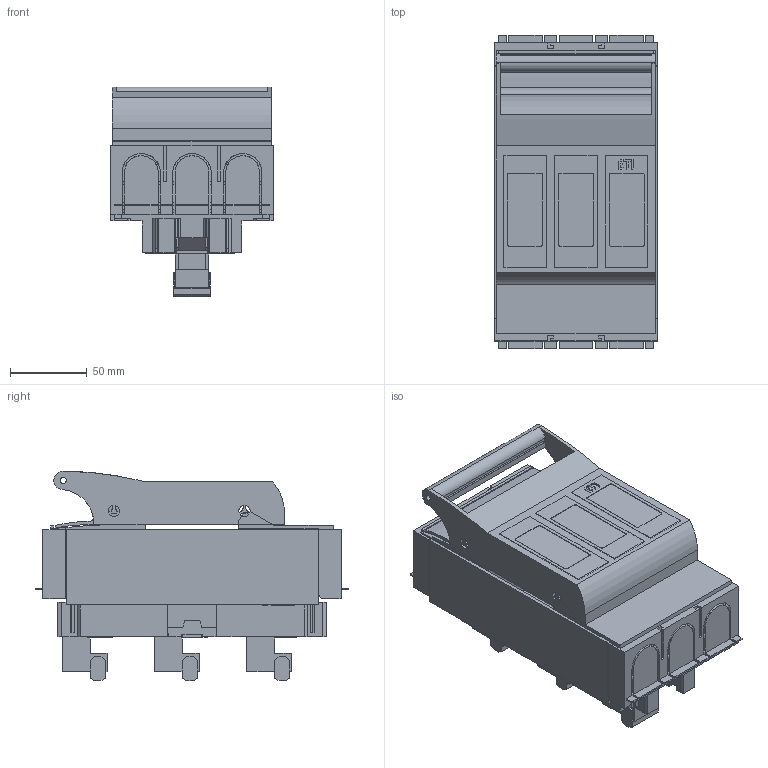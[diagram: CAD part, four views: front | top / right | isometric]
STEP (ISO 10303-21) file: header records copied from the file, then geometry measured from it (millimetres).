
FILE_DESCRIPTION((''),'2;1');
FILE_NAME('KVL-B-00_3PM8_ASM','2021-04-16T',('marketing.praksa'),('Audax d.o.o.'),'CREO PARAMETRIC BY PTC INC, 2017480','CREO PARAMETRIC BY PTC INC, 2017480','');
FILE_SCHEMA(('AUTOMOTIVE_DESIGN { 1 0 10303 214 1 1 1 1 }'));
Products named in the file (17): IMPORTED2-32862_1; H_1; 5491_10_SK-KLEMME_KPL__TRENNER__ASM; 158595_L_ANSCHLUSSSCHIENE_L2_1; 153126_L01_FEDERKONTAKT_GR00_1; 158596_L_ANSCHLUSSSCHIENE_L3_1; 34200_L_FRONTPLATTE_GR00_3-PO_1; PRT0123; 34207_L01_SCHEIBE_GR00-KETO_1_1; 34200_L01_FRONTPLATTE_GR00_3-PO_ASM; 34171_L_ABDECKUNG_OBEN_GR00_3-P; 34178_L_TRENNERGEHAEUSE_GR00-3-; 34172_L_ABDECKUNG_UNTEN_GR00_3-; 34207_L01_SCHEIBE_GR00-KETO_1_2; ASM0098_ASM; 158594_L_ANSCHLUSSSCHIENE_L1_1; KVL-B-00_3PM8_ASM
Assembly tree (21 placements, depth 3):
  KVL-B-00_3PM8_ASM
    5491_10_SK-KLEMME_KPL__TRENNER__ASM  x3
      IMPORTED2-32862_1
      H_1
    158595_L_ANSCHLUSSSCHIENE_L2_1
    153126_L01_FEDERKONTAKT_GR00_1  x3
    158596_L_ANSCHLUSSSCHIENE_L3_1
    34200_L01_FRONTPLATTE_GR00_3-PO_ASM
      34200_L_FRONTPLATTE_GR00_3-PO_1
      PRT0123
      34207_L01_SCHEIBE_GR00-KETO_1_1
    34171_L_ABDECKUNG_OBEN_GR00_3-P
    34178_L_TRENNERGEHAEUSE_GR00-3-
    34172_L_ABDECKUNG_UNTEN_GR00_3-
    ASM0098_ASM  x2
      34207_L01_SCHEIBE_GR00-KETO_1_2
    158594_L_ANSCHLUSSSCHIENE_L1_1
Bounding box: 105.5 x 204 x 136.42 mm (x, y, z)
Volume: 874917.4 mm3; surface area: 347347.5 mm2
Topology: 22 solids, 24 shells, 2428 faces, 7322 edges, 4891 vertices
Faces by surface type: plane 1897, cylinder 391, cone 104, torus 36
Entity records: 114530 total; most frequent: CARTESIAN_POINT 14299, ORIENTED_EDGE 13700, DIRECTION 12519, PRESENTATION_STYLE_ASSIGNMENT 9120, STYLED_ITEM 9120, CURVE_STYLE 6850, EDGE_CURVE 6850, VECTOR 5529
